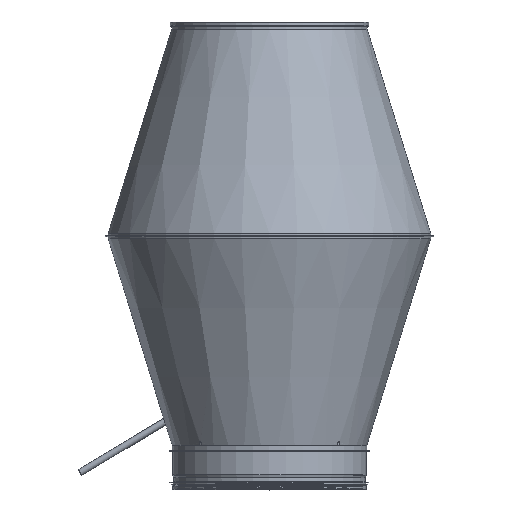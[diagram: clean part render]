
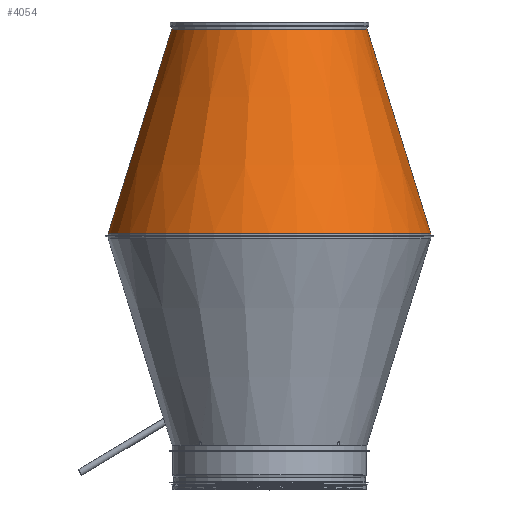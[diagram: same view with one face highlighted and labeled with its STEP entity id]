
A CAD part, top view. The second image highlights one B-rep face of the part: STEP entity #4054.
In plain terms, the highlighted conical face has half-angle 17.292 degrees and reference radius 200.982 mm.
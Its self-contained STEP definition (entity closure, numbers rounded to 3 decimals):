
#433=CIRCLE('',#4404,200.982);
#434=CIRCLE('',#4406,331.637);
#655=LINE('',#6824,#915);
#680=LINE('',#6899,#940);
#915=VECTOR('',#4996,439.562);
#940=VECTOR('',#5069,439.562);
#1136=CONICAL_SURFACE('',#4405,200.982,17.292);
#1247=FACE_OUTER_BOUND('',#1514,.T.);
#1514=EDGE_LOOP('',(#2979,#2980,#2981,#2982));
#1823=VERTEX_POINT('',#6817);
#1825=VERTEX_POINT('',#6823);
#1849=VERTEX_POINT('',#6892);
#1851=VERTEX_POINT('',#6898);
#2185=EDGE_CURVE('',#1825,#1823,#655,.T.);
#2222=EDGE_CURVE('',#1849,#1851,#680,.T.);
#2265=EDGE_CURVE('',#1849,#1825,#433,.T.);
#2266=EDGE_CURVE('',#1851,#1823,#434,.T.);
#2979=ORIENTED_EDGE('',*,*,#2185,.T.);
#2980=ORIENTED_EDGE('',*,*,#2266,.F.);
#2981=ORIENTED_EDGE('',*,*,#2222,.F.);
#2982=ORIENTED_EDGE('',*,*,#2265,.T.);
#4054=ADVANCED_FACE('',(#1247),#1136,.T.);
#4404=AXIS2_PLACEMENT_3D('',#6982,#5187,#5188);
#4405=AXIS2_PLACEMENT_3D('',#6983,#5189,#5190);
#4406=AXIS2_PLACEMENT_3D('',#6984,#5191,#5192);
#4996=DIRECTION('',(0.297,0.955,0.));
#5069=DIRECTION('',(0.297,0.955,0.));
#5187=DIRECTION('center_axis',(0.,1.,0.));
#5188=DIRECTION('ref_axis',(1.,0.,0.));
#5189=DIRECTION('center_axis',(0.,1.,0.));
#5190=DIRECTION('ref_axis',(1.,0.,0.));
#5191=DIRECTION('center_axis',(0.,1.,0.));
#5192=DIRECTION('ref_axis',(1.,0.,0.));
#6817=CARTESIAN_POINT('',(331.637,434.69,0.006));
#6823=CARTESIAN_POINT('',(200.982,14.995,0.004));
#6824=CARTESIAN_POINT('',(200.982,14.995,0.004));
#6892=CARTESIAN_POINT('',(200.982,14.995,0.));
#6898=CARTESIAN_POINT('',(331.637,434.69,0.));
#6899=CARTESIAN_POINT('',(200.982,14.995,0.));
#6982=CARTESIAN_POINT('Origin',(0.,14.995,0.));
#6983=CARTESIAN_POINT('Origin',(0.,14.995,0.));
#6984=CARTESIAN_POINT('Origin',(0.,434.69,0.));
